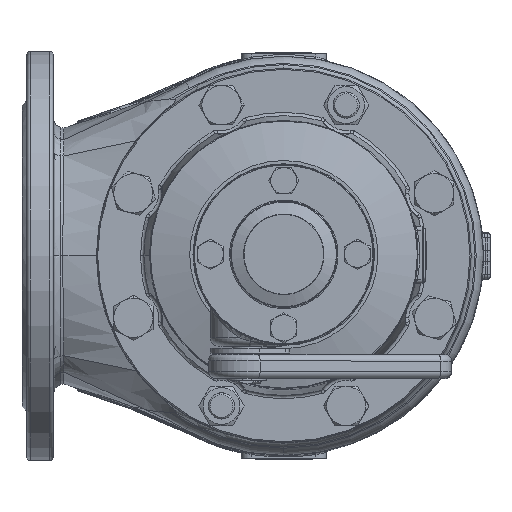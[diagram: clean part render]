
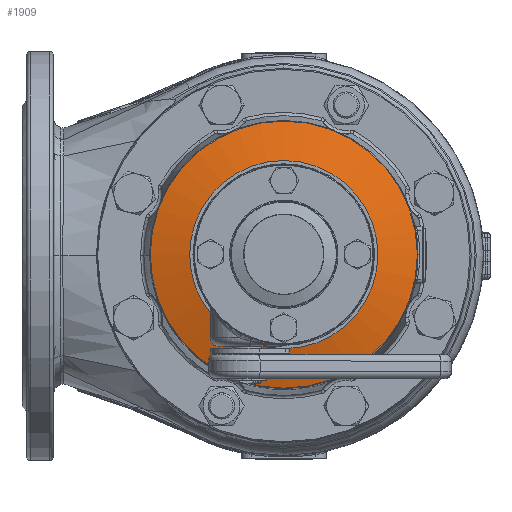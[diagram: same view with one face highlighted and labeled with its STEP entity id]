
A CAD part, top view. The second image highlights one B-rep face of the part: STEP entity #1909.
In plain terms, the highlighted conical face has half-angle 75 degrees and reference radius 57.5 mm.
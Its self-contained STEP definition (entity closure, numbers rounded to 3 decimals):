
#1327=CARTESIAN_POINT('',(81.629,0.,484.435));
#1328=VERTEX_POINT('',#1327);
#1355=CARTESIAN_POINT('',(-81.629,0.,484.435));
#1356=VERTEX_POINT('',#1355);
#1357=CARTESIAN_POINT('',(0.,0.,484.435));
#1358=DIRECTION('',(0.,-0.,1.));
#1359=DIRECTION('',(1.,0.,-0.));
#1360=AXIS2_PLACEMENT_3D('',#1357,#1358,#1359);
#1361=CIRCLE('',#1360,81.629);
#1362=EDGE_CURVE('NONE',#1356,#1328,#1361,.T.);
#1364=CARTESIAN_POINT('',(0.,0.,484.435));
#1365=DIRECTION('',(0.,-0.,1.));
#1366=DIRECTION('',(1.,0.,-0.));
#1367=AXIS2_PLACEMENT_3D('',#1364,#1365,#1366);
#1368=CIRCLE('',#1367,81.629);
#1369=EDGE_CURVE('NONE',#1328,#1356,#1368,.T.);
#1875=CARTESIAN_POINT('',(0.,0.,490.9));
#1876=DIRECTION('',(-0.,0.,-1.));
#1877=DIRECTION('',(-1.,-0.,0.));
#1878=AXIS2_PLACEMENT_3D('',#1875,#1876,#1877);
#1879=CONICAL_SURFACE('',#1878,57.5,75.);
#1880=CARTESIAN_POINT('',(-57.5,0.,490.9));
#1881=VERTEX_POINT('',#1880);
#1882=CARTESIAN_POINT('',(-81.629,0.,484.435));
#1883=DIRECTION('',(0.966,0.,0.259));
#1884=VECTOR('',#1883,24.981);
#1885=LINE('',#1882,#1884);
#1886=EDGE_CURVE('',#1356,#1881,#1885,.T.);
#1887=ORIENTED_EDGE('',*,*,#1886,.T.);
#1888=CARTESIAN_POINT('',(57.5,0.,490.9));
#1889=VERTEX_POINT('',#1888);
#1890=CARTESIAN_POINT('',(0.,0.,490.9));
#1891=DIRECTION('',(-0.,0.,-1.));
#1892=DIRECTION('',(-1.,-0.,0.));
#1893=AXIS2_PLACEMENT_3D('',#1890,#1891,#1892);
#1894=CIRCLE('',#1893,57.5);
#1895=EDGE_CURVE('NONE',#1881,#1889,#1894,.T.);
#1896=ORIENTED_EDGE('',*,*,#1895,.T.);
#1897=CARTESIAN_POINT('',(0.,0.,490.9));
#1898=DIRECTION('',(-0.,0.,-1.));
#1899=DIRECTION('',(-1.,-0.,0.));
#1900=AXIS2_PLACEMENT_3D('',#1897,#1898,#1899);
#1901=CIRCLE('',#1900,57.5);
#1902=EDGE_CURVE('NONE',#1889,#1881,#1901,.T.);
#1903=ORIENTED_EDGE('',*,*,#1902,.T.);
#1904=ORIENTED_EDGE('',*,*,#1886,.F.);
#1905=ORIENTED_EDGE('',*,*,#1362,.T.);
#1906=ORIENTED_EDGE('',*,*,#1369,.T.);
#1907=EDGE_LOOP('',(#1887,#1896,#1903,#1904,#1905,#1906));
#1908=FACE_BOUND('',#1907,.T.);
#1909=ADVANCED_FACE('NONE',(#1908),#1879,.T.);
